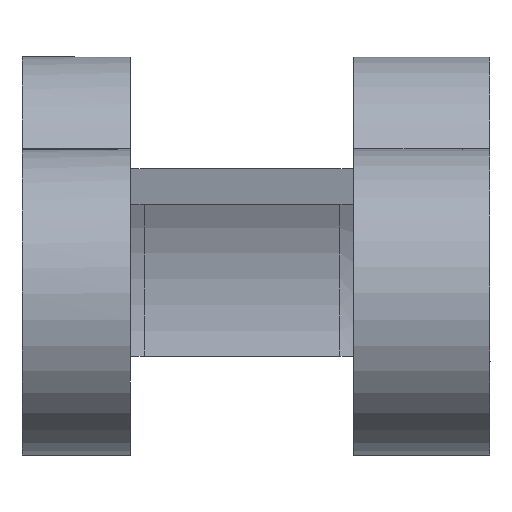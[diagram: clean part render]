
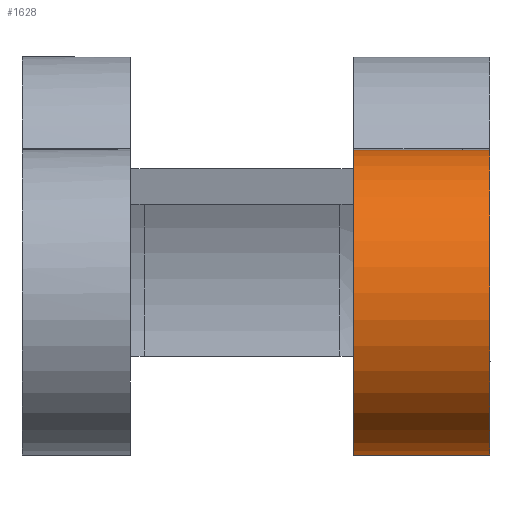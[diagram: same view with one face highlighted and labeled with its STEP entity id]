
A CAD part, left-side view. The second image highlights one B-rep face of the part: STEP entity #1628.
In plain terms, the highlighted cylindrical face has radius 5.5 mm (diameter 11 mm), a partial arc.
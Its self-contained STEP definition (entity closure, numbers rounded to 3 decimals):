
#222=CARTESIAN_POINT('',(-130.856,190.695,7.489));
#223=DIRECTION('',(0.,-1.,0.));
#224=DIRECTION('',(0.805,0.,0.594));
#225=AXIS2_PLACEMENT_3D('',#222,#223,#224);
#729=DIRECTION('',(0.,1.,0.));
#730=VECTOR('',#729,3.9);
#731=CARTESIAN_POINT('',(-126.431,186.795,10.755));
#732=LINE('',#731,#730);
#736=DIRECTION('',(0.,1.,0.));
#737=VECTOR('',#736,1.);
#738=CARTESIAN_POINT('',(-126.431,185.795,10.755));
#739=LINE('',#738,#737);
#743=DIRECTION('',(0.,-1.,0.));
#744=VECTOR('',#743,1.);
#745=CARTESIAN_POINT('',(-125.814,186.795,5.29));
#746=LINE('',#745,#744);
#750=DIRECTION('',(0.,-1.,0.));
#751=VECTOR('',#750,3.9);
#752=CARTESIAN_POINT('',(-125.814,190.695,5.29));
#753=LINE('',#752,#751);
#884=CARTESIAN_POINT('',(-130.856,185.795,7.489));
#885=DIRECTION('',(0.,1.,0.));
#886=DIRECTION('',(0.917,0.,-0.4));
#887=AXIS2_PLACEMENT_3D('',#884,#885,#886);
#1015=CARTESIAN_POINT('',(-125.814,186.795,5.29));
#1016=VERTEX_POINT('',#1015);
#1017=CARTESIAN_POINT('',(-125.814,190.695,5.29));
#1018=VERTEX_POINT('',#1017);
#1057=CARTESIAN_POINT('',(-126.431,190.695,10.755));
#1058=VERTEX_POINT('',#1057);
#1059=CARTESIAN_POINT('',(-125.814,185.795,5.29));
#1060=VERTEX_POINT('',#1059);
#1061=CARTESIAN_POINT('',(-126.431,185.795,10.755));
#1062=CARTESIAN_POINT('',(-126.431,186.795,10.755));
#1063=VERTEX_POINT('',#1061);
#1064=VERTEX_POINT('',#1062);
#1612=CARTESIAN_POINT('',(-130.856,188.995,7.489));
#1613=DIRECTION('',(0.,-1.,0.));
#1614=DIRECTION('',(-0.994,0.,-0.112));
#1615=AXIS2_PLACEMENT_3D('',#1612,#1613,#1614);
#1616=CYLINDRICAL_SURFACE('',#1615,5.5);
#1617=ORIENTED_EDGE('',*,*,#1312,.F.);
#1618=ORIENTED_EDGE('',*,*,#1269,.F.);
#1620=ORIENTED_EDGE('',*,*,#1619,.F.);
#1622=ORIENTED_EDGE('',*,*,#1621,.F.);
#1624=ORIENTED_EDGE('',*,*,#1623,.F.);
#1625=ORIENTED_EDGE('',*,*,#1216,.F.);
#1626=EDGE_LOOP('',(#1617,#1618,#1620,#1622,#1624,#1625));
#1627=FACE_OUTER_BOUND('',#1626,.F.);
#226=CIRCLE('',#225,5.5);
#888=CIRCLE('',#887,5.5);
#1216=EDGE_CURVE('',#1018,#1016,#753,.T.);
#1269=EDGE_CURVE('',#1064,#1058,#732,.T.);
#1312=EDGE_CURVE('',#1058,#1018,#226,.T.);
#1619=EDGE_CURVE('',#1063,#1064,#739,.T.);
#1621=EDGE_CURVE('',#1060,#1063,#888,.T.);
#1623=EDGE_CURVE('',#1016,#1060,#746,.T.);
#1628=ADVANCED_FACE('',(#1627),#1616,.T.);
